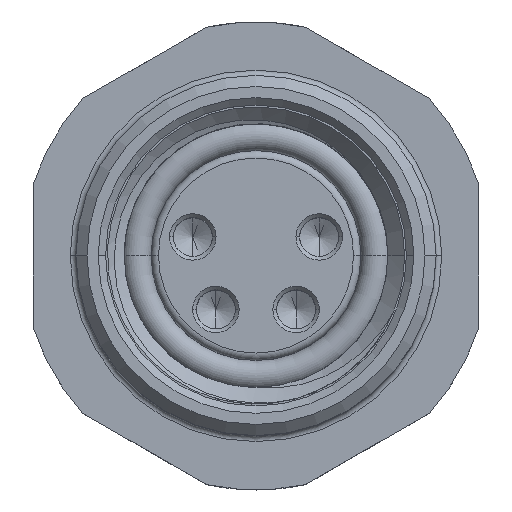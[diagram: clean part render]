
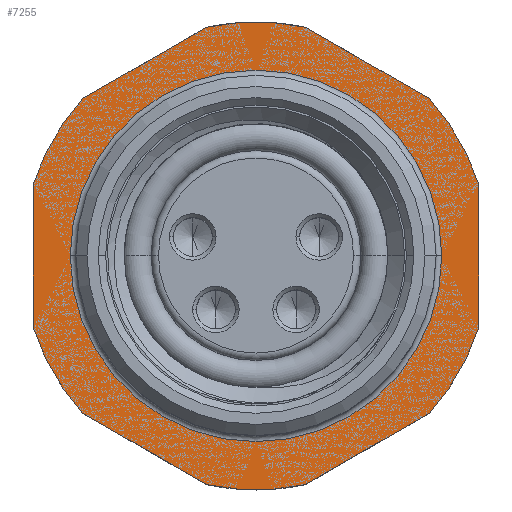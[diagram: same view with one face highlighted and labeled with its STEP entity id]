
A CAD part, top view. The second image highlights one B-rep face of the part: STEP entity #7255.
In plain terms, the highlighted planar face has unit normal (0, 0, 1).
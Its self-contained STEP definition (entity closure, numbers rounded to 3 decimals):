
#4053=CARTESIAN_POINT('',(0.,0.,-0.3));
#4054=DIRECTION('',(0.,0.,1.));
#4055=DIRECTION('',(0.212,0.977,0.));
#4056=AXIS2_PLACEMENT_3D('',#4053,#4054,#4055);
#4058=DIRECTION('',(-0.866,0.5,0.));
#4059=VECTOR('',#4058,3.842);
#4060=CARTESIAN_POINT('',(4.664,4.236,-0.3));
#4061=LINE('',#4060,#4059);
#4062=CARTESIAN_POINT('',(0.,0.,-0.3));
#4063=DIRECTION('',(0.,0.,1.));
#4064=DIRECTION('',(0.952,0.305,0.));
#4065=AXIS2_PLACEMENT_3D('',#4062,#4063,#4064);
#4067=DIRECTION('',(0.,1.,0.));
#4068=VECTOR('',#4067,3.842);
#4069=CARTESIAN_POINT('',(6.,-1.921,-0.3));
#4070=LINE('',#4069,#4068);
#4071=CARTESIAN_POINT('',(0.,0.,-0.3));
#4072=DIRECTION('',(0.,0.,1.));
#4073=DIRECTION('',(0.74,-0.672,0.));
#4074=AXIS2_PLACEMENT_3D('',#4071,#4072,#4073);
#4076=DIRECTION('',(0.866,0.5,0.));
#4077=VECTOR('',#4076,3.842);
#4078=CARTESIAN_POINT('',(1.336,-6.157,-0.3));
#4079=LINE('',#4078,#4077);
#4080=CARTESIAN_POINT('',(0.,0.,-0.3));
#4081=DIRECTION('',(0.,0.,1.));
#4082=DIRECTION('',(-0.212,-0.977,0.));
#4083=AXIS2_PLACEMENT_3D('',#4080,#4081,#4082);
#4085=DIRECTION('',(0.866,-0.5,0.));
#4086=VECTOR('',#4085,3.842);
#4087=CARTESIAN_POINT('',(-4.664,-4.236,-0.3));
#4088=LINE('',#4087,#4086);
#4089=CARTESIAN_POINT('',(0.,0.,-0.3));
#4090=DIRECTION('',(0.,0.,1.));
#4091=DIRECTION('',(-0.952,-0.305,0.));
#4092=AXIS2_PLACEMENT_3D('',#4089,#4090,#4091);
#4094=DIRECTION('',(0.,-1.,0.));
#4095=VECTOR('',#4094,3.842);
#4096=CARTESIAN_POINT('',(-6.,1.921,-0.3));
#4097=LINE('',#4096,#4095);
#4098=CARTESIAN_POINT('',(0.,0.,-0.3));
#4099=DIRECTION('',(0.,0.,1.));
#4100=DIRECTION('',(-0.74,0.672,0.));
#4101=AXIS2_PLACEMENT_3D('',#4098,#4099,#4100);
#4103=DIRECTION('',(-0.866,-0.5,0.));
#4104=VECTOR('',#4103,3.842);
#4105=CARTESIAN_POINT('',(-1.336,6.157,-0.3));
#4106=LINE('',#4105,#4104);
#4107=CARTESIAN_POINT('',(0.,0.,-0.3));
#4108=DIRECTION('',(0.,0.,1.));
#4109=DIRECTION('',(-1.,0.,0.));
#4110=AXIS2_PLACEMENT_3D('',#4107,#4108,#4109);
#4112=CARTESIAN_POINT('',(0.,0.,-0.3));
#4113=DIRECTION('',(0.,0.,1.));
#4114=DIRECTION('',(1.,0.,0.));
#4115=AXIS2_PLACEMENT_3D('',#4112,#4113,#4114);
#6419=CARTESIAN_POINT('',(1.336,6.157,-0.3));
#6420=CARTESIAN_POINT('',(-1.336,6.157,-0.3));
#6421=VERTEX_POINT('',#6419);
#6422=VERTEX_POINT('',#6420);
#6423=CARTESIAN_POINT('',(-4.664,4.236,-0.3));
#6424=VERTEX_POINT('',#6423);
#6425=CARTESIAN_POINT('',(-6.,1.921,-0.3));
#6426=VERTEX_POINT('',#6425);
#6427=CARTESIAN_POINT('',(-6.,-1.921,-0.3));
#6428=VERTEX_POINT('',#6427);
#6429=CARTESIAN_POINT('',(-4.664,-4.236,-0.3));
#6430=VERTEX_POINT('',#6429);
#6431=CARTESIAN_POINT('',(-1.336,-6.157,-0.3));
#6432=VERTEX_POINT('',#6431);
#6433=CARTESIAN_POINT('',(1.336,-6.157,-0.3));
#6434=VERTEX_POINT('',#6433);
#6435=CARTESIAN_POINT('',(4.664,-4.236,-0.3));
#6436=VERTEX_POINT('',#6435);
#6437=CARTESIAN_POINT('',(6.,-1.921,-0.3));
#6438=VERTEX_POINT('',#6437);
#6439=CARTESIAN_POINT('',(6.,1.921,-0.3));
#6440=VERTEX_POINT('',#6439);
#6441=CARTESIAN_POINT('',(4.664,4.236,-0.3));
#6442=VERTEX_POINT('',#6441);
#6489=CARTESIAN_POINT('',(5.,0.,-0.3));
#6490=CARTESIAN_POINT('',(-5.,0.,-0.3));
#6491=VERTEX_POINT('',#6489);
#6492=VERTEX_POINT('',#6490);
#7218=CARTESIAN_POINT('',(0.,0.,-0.3));
#7219=DIRECTION('',(0.,0.,1.));
#7220=DIRECTION('',(1.,0.,0.));
#7221=AXIS2_PLACEMENT_3D('',#7218,#7219,#7220);
#7222=PLANE('',#7221);
#7224=ORIENTED_EDGE('',*,*,#7223,.F.);
#7226=ORIENTED_EDGE('',*,*,#7225,.F.);
#7228=ORIENTED_EDGE('',*,*,#7227,.F.);
#7230=ORIENTED_EDGE('',*,*,#7229,.F.);
#7232=ORIENTED_EDGE('',*,*,#7231,.F.);
#7234=ORIENTED_EDGE('',*,*,#7233,.F.);
#7236=ORIENTED_EDGE('',*,*,#7235,.F.);
#7238=ORIENTED_EDGE('',*,*,#7237,.F.);
#7240=ORIENTED_EDGE('',*,*,#7239,.F.);
#7242=ORIENTED_EDGE('',*,*,#7241,.F.);
#7244=ORIENTED_EDGE('',*,*,#7243,.F.);
#7246=ORIENTED_EDGE('',*,*,#7245,.F.);
#7247=EDGE_LOOP('',(#7224,#7226,#7228,#7230,#7232,#7234,#7236,#7238,#7240,#7242,
#7244,#7246));
#7248=FACE_OUTER_BOUND('',#7247,.F.);
#7250=ORIENTED_EDGE('',*,*,#7249,.T.);
#7252=ORIENTED_EDGE('',*,*,#7251,.T.);
#7253=EDGE_LOOP('',(#7250,#7252));
#7254=FACE_BOUND('',#7253,.F.);
#4057=CIRCLE('',#4056,6.3);
#4066=CIRCLE('',#4065,6.3);
#4075=CIRCLE('',#4074,6.3);
#4084=CIRCLE('',#4083,6.3);
#4093=CIRCLE('',#4092,6.3);
#4102=CIRCLE('',#4101,6.3);
#4111=CIRCLE('',#4110,5.);
#4116=CIRCLE('',#4115,5.);
#7223=EDGE_CURVE('',#6421,#6422,#4057,.T.);
#7225=EDGE_CURVE('',#6442,#6421,#4061,.T.);
#7227=EDGE_CURVE('',#6440,#6442,#4066,.T.);
#7229=EDGE_CURVE('',#6438,#6440,#4070,.T.);
#7231=EDGE_CURVE('',#6436,#6438,#4075,.T.);
#7233=EDGE_CURVE('',#6434,#6436,#4079,.T.);
#7235=EDGE_CURVE('',#6432,#6434,#4084,.T.);
#7237=EDGE_CURVE('',#6430,#6432,#4088,.T.);
#7239=EDGE_CURVE('',#6428,#6430,#4093,.T.);
#7241=EDGE_CURVE('',#6426,#6428,#4097,.T.);
#7243=EDGE_CURVE('',#6424,#6426,#4102,.T.);
#7245=EDGE_CURVE('',#6422,#6424,#4106,.T.);
#7249=EDGE_CURVE('',#6492,#6491,#4111,.T.);
#7251=EDGE_CURVE('',#6491,#6492,#4116,.T.);
#7255=ADVANCED_FACE('',(#7248,#7254),#7222,.T.);
